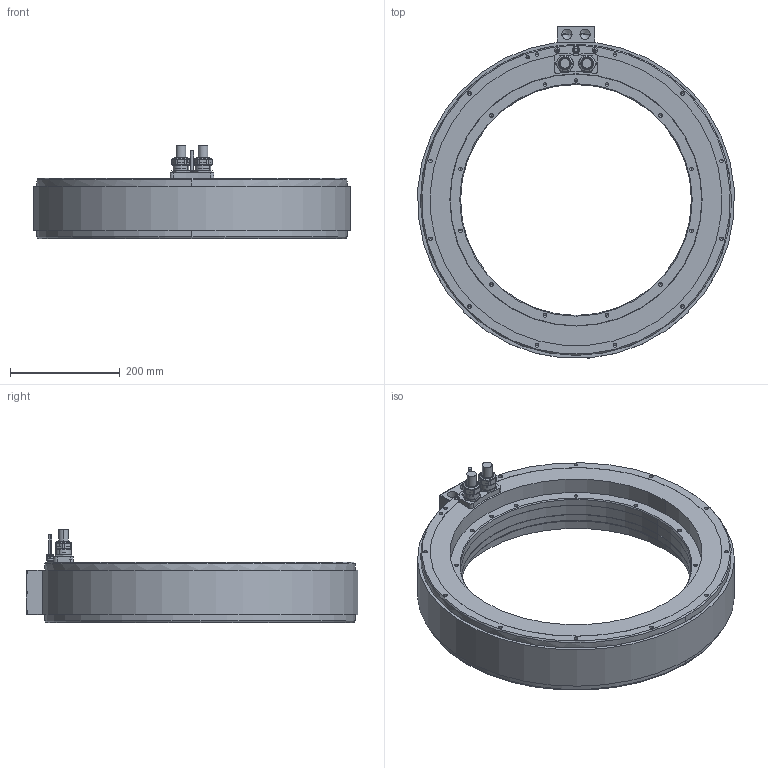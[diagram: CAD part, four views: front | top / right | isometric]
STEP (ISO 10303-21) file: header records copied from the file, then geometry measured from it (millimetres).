
FILE_DESCRIPTION((''),'2;1');
FILE_NAME('1217831-07_ASM','2018-10-23T',('CH5533'),(''),'PRO/ENGINEER BY PARAMETRIC TECHNOLOGY CORPORATION, 2014000','PRO/ENGINEER BY PARAMETRIC TECHNOLOGY CORPORATION, 2014000','');
FILE_SCHEMA(('CONFIG_CONTROL_DESIGN'));
Length unit declared in the file: millimetre
Products named in the file (3): PRT0001; PRT0002; 1217831-07_ASM
Assembly tree (2 placements, depth 2):
  1217831-07_ASM
    PRT0001
    PRT0002
Bounding box: 575.6 x 603.86 x 169.7 mm (x, y, z)
Volume: 11704654.6 mm3; surface area: 807870.2 mm2
Topology: 2 solids, 24 shells, 853 faces, 2002 edges, 1180 vertices
Faces by surface type: cylinder 357, plane 238, cone 204, torus 50, sphere 4
Entity records: 26415 total; most frequent: DIRECTION 4562, CARTESIAN_POINT 4093, ORIENTED_EDGE 3760, EDGE_CURVE 1880, AXIS2_PLACEMENT_3D 1850, VERTEX_POINT 1180, EDGE_LOOP 1000, CIRCLE 992
